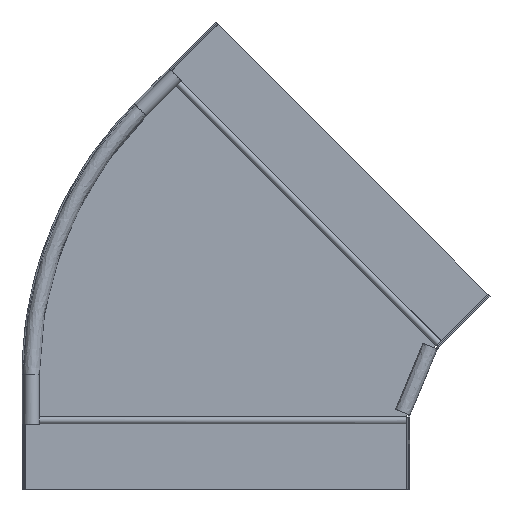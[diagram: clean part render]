
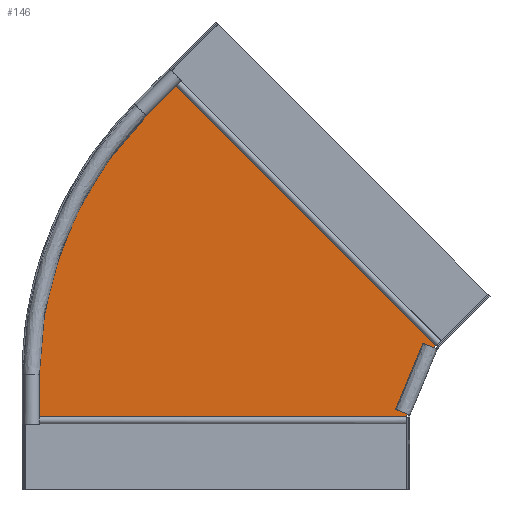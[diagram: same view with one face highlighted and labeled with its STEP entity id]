
A CAD part, top view. The second image highlights one B-rep face of the part: STEP entity #146.
In plain terms, the highlighted planar face has unit normal (0, 0, 1).
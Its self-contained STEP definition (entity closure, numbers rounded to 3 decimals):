
#146=ADVANCED_FACE('',(#526),#5861,.T.);
#526=FACE_OUTER_BOUND('',#906,.T.);
#906=EDGE_LOOP('',(#1687,#1688,#1689,#1690,#1691,#1692,#1693,#1694));
#1687=ORIENTED_EDGE('',*,*,#3371,.F.);
#1688=ORIENTED_EDGE('',*,*,#3383,.F.);
#1689=ORIENTED_EDGE('',*,*,#3395,.F.);
#1690=ORIENTED_EDGE('',*,*,#3399,.F.);
#1691=ORIENTED_EDGE('',*,*,#3405,.F.);
#1692=ORIENTED_EDGE('',*,*,#3406,.T.);
#1693=ORIENTED_EDGE('',*,*,#3404,.F.);
#1694=ORIENTED_EDGE('',*,*,#3364,.F.);
#3364=EDGE_CURVE('',#5225,#5224,#4437,.T.);
#3371=EDGE_CURVE('',#5231,#5225,#4439,.T.);
#3383=EDGE_CURVE('',#5241,#5231,#4449,.T.);
#3395=EDGE_CURVE('',#5247,#5241,#4456,.T.);
#3399=EDGE_CURVE('',#5249,#5247,#4210,.T.);
#3404=EDGE_CURVE('',#5224,#5253,#4463,.T.);
#3405=EDGE_CURVE('',#5254,#5249,#4464,.T.);
#3406=EDGE_CURVE('',#5254,#5253,#4465,.T.);
#4210=(
BOUNDED_CURVE()
B_SPLINE_CURVE(2,(#8291,#8292,#8293),.UNSPECIFIED.,.F.,.F.)
B_SPLINE_CURVE_WITH_KNOTS((3,3),(-233.263,0.),.UNSPECIFIED.)
CURVE()
GEOMETRIC_REPRESENTATION_ITEM()
RATIONAL_B_SPLINE_CURVE((1.,0.924,1.))
REPRESENTATION_ITEM('')
);
#4437=B_SPLINE_CURVE_WITH_KNOTS('',1,(#8201,#8202),.UNSPECIFIED.,.F.,.F.,
(2,2),(-57.822,0.),.UNSPECIFIED.);
#4439=B_SPLINE_CURVE_WITH_KNOTS('',1,(#8222,#8223),.UNSPECIFIED.,.F.,.F.,
(2,2),(-1.157,0.),.UNSPECIFIED.);
#4449=B_SPLINE_CURVE_WITH_KNOTS('',1,(#8248,#8249),.UNSPECIFIED.,.F.,.F.,
(2,2),(0.,298.5),.UNSPECIFIED.);
#4456=B_SPLINE_CURVE_WITH_KNOTS('',1,(#8283,#8284),.UNSPECIFIED.,.F.,.F.,
(2,2),(-33.072,0.),.UNSPECIFIED.);
#4463=B_SPLINE_CURVE_WITH_KNOTS('',1,(#8303,#8304),.UNSPECIFIED.,.F.,.F.,
(2,2),(-1.157,0.),.UNSPECIFIED.);
#4464=B_SPLINE_CURVE_WITH_KNOTS('',1,(#8305,#8306),.UNSPECIFIED.,.F.,.F.,
(2,2),(-33.072,0.),.UNSPECIFIED.);
#4465=B_SPLINE_CURVE_WITH_KNOTS('',1,(#8307,#8308),.UNSPECIFIED.,.F.,.F.,
(2,2),(0.,298.5),.UNSPECIFIED.);
#5224=VERTEX_POINT('',#8148);
#5225=VERTEX_POINT('',#8149);
#5231=VERTEX_POINT('',#8155);
#5241=VERTEX_POINT('',#8165);
#5247=VERTEX_POINT('',#8171);
#5249=VERTEX_POINT('',#8173);
#5253=VERTEX_POINT('',#8177);
#5254=VERTEX_POINT('',#8178);
#5861=PLANE('',#6201);
#6201=AXIS2_PLACEMENT_3D('',#8031,#6437,$);
#6437=DIRECTION('',(0.,0.,1.));
#8031=CARTESIAN_POINT('',(204.341,30.681,1.25));
#8148=CARTESIAN_POINT('',(149.25,58.485,1.25));
#8149=CARTESIAN_POINT('',(171.378,111.906,1.25));
#8155=CARTESIAN_POINT('',(172.196,112.724,1.25));
#8165=CARTESIAN_POINT('',(-38.876,323.795,1.25));
#8171=CARTESIAN_POINT('',(-62.261,300.41,1.25));
#8173=CARTESIAN_POINT('',(-149.25,90.4,1.25));
#8177=CARTESIAN_POINT('',(149.25,57.328,1.25));
#8178=CARTESIAN_POINT('',(-149.25,57.328,1.25));
#8201=CARTESIAN_POINT('',(171.378,111.906,1.25));
#8202=CARTESIAN_POINT('',(149.25,58.485,1.25));
#8222=CARTESIAN_POINT('',(172.196,112.724,1.25));
#8223=CARTESIAN_POINT('',(171.378,111.906,1.25));
#8248=CARTESIAN_POINT('',(-38.876,323.795,1.25));
#8249=CARTESIAN_POINT('',(172.196,112.724,1.25));
#8283=CARTESIAN_POINT('',(-62.261,300.41,1.25));
#8284=CARTESIAN_POINT('',(-38.876,323.795,1.25));
#8291=CARTESIAN_POINT('',(-149.25,90.4,1.25));
#8292=CARTESIAN_POINT('',(-149.25,213.421,1.25));
#8293=CARTESIAN_POINT('',(-62.261,300.41,1.25));
#8303=CARTESIAN_POINT('',(149.25,58.485,1.25));
#8304=CARTESIAN_POINT('',(149.25,57.328,1.25));
#8305=CARTESIAN_POINT('',(-149.25,57.328,1.25));
#8306=CARTESIAN_POINT('',(-149.25,90.4,1.25));
#8307=CARTESIAN_POINT('',(-149.25,57.328,1.25));
#8308=CARTESIAN_POINT('',(149.25,57.328,1.25));
